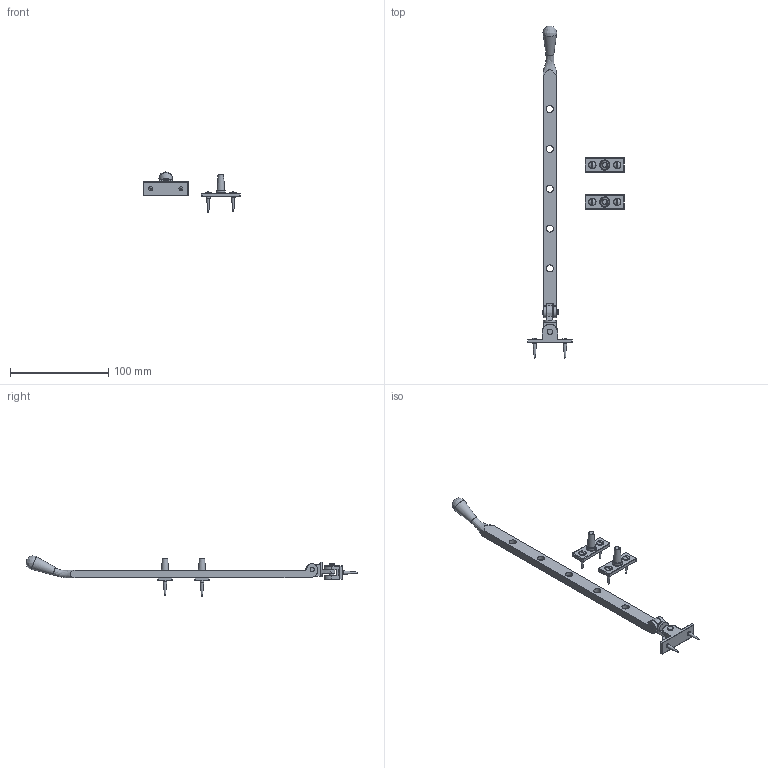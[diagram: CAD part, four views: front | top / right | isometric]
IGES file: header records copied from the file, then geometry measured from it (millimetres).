
Global section: file name: P4512-C; native system: Autodesk Inventor 2018; preprocessor: unknown; author: ashami; date: 20180911.121401; units: millimetre
Bounding box: 98.6 x 337.59 x 41.13 mm (x, y, z)
Volume: 35586 mm3; surface area: 24619.1 mm2
Topology: 13 solids, 13 shells, 256 faces, 656 edges, 424 vertices
Faces by surface type: bspline 256
